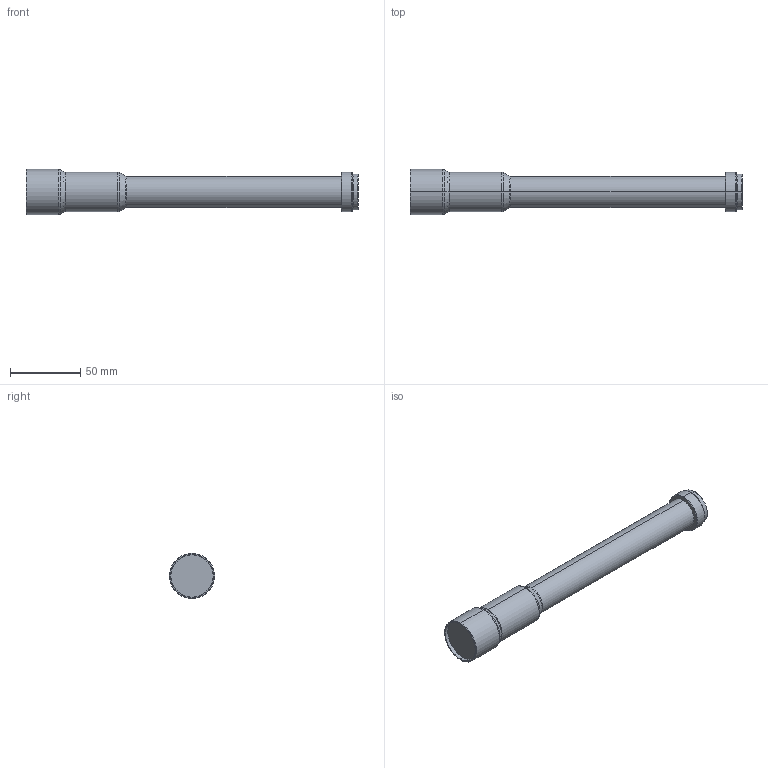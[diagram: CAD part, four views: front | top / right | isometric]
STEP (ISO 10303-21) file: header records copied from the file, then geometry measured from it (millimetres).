
FILE_DESCRIPTION (( 'STEP AP203' ), '1' );
FILE_NAME ('WWH100-108ATV2.STEP', '2020-09-14T06:04:32', ( 'Windows User' ), ( 'P R C' ), 'SwSTEP 2.0', 'SolidWorks 2017', '' );
FILE_SCHEMA (( 'CONFIG_CONTROL_DESIGN' ));
Length unit declared in the file: millimetre
Products named in the file (1): WWH100-108ATV2
Bounding box: 235.6 x 32 x 32 mm (x, y, z)
Volume: 111034.7 mm3; surface area: 20092.6 mm2
Topology: 1 solids, 1 shells, 40 faces, 78 edges, 44 vertices
Faces by surface type: cylinder 14, cone 12, torus 8, plane 6
Entity records: 1099 total; most frequent: DIRECTION 212, CARTESIAN_POINT 163, ORIENTED_EDGE 156, AXIS2_PLACEMENT_3D 93, EDGE_CURVE 78, CIRCLE 52, EDGE_LOOP 44, VERTEX_POINT 44
